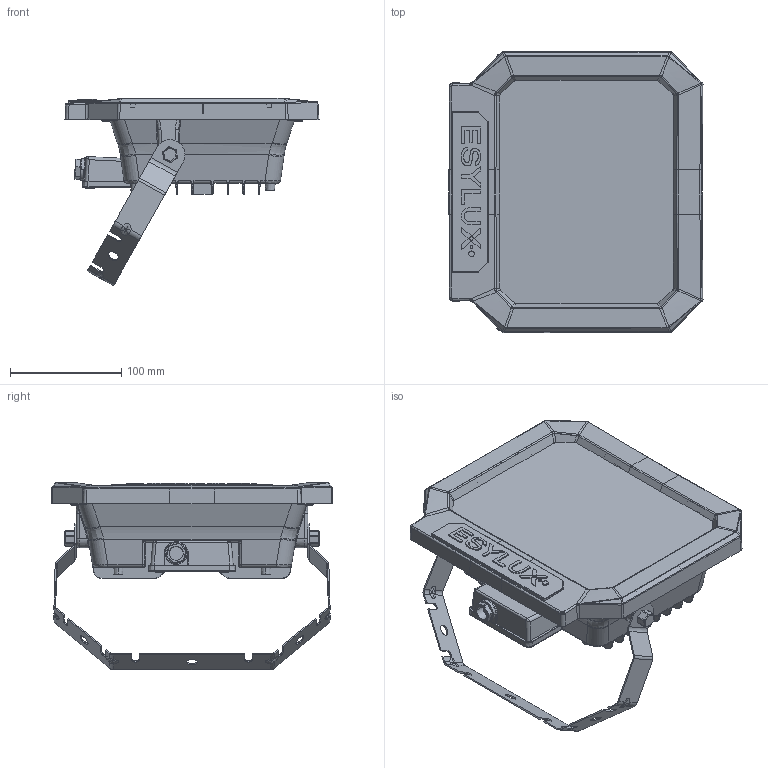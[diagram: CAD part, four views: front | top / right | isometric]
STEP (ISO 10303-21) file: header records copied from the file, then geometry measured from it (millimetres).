
FILE_DESCRIPTION('');
FILE_NAME('');
FILE_SCHEMA(('CONFIG_CONTROL_DESIGN'));
Products named in the file (1): EL10810169
Bounding box: 228.15 x 252.55 x 168.32 mm (x, y, z)
Volume: 1410091.2 mm3; surface area: 469008.2 mm2
Topology: 18 solids, 18 shells, 3246 faces, 7594 edges, 4250 vertices
Faces by surface type: bspline 1245, cylinder 942, plane 717, torus 139, sphere 102, cone 72, extrusion 21, revolution 8
Entity records: 162383 total; most frequent: CARTESIAN_POINT 103542, ORIENTED_EDGE 14856, EDGE_CURVE 7302, DIRECTION 7000, VERTEX_POINT 4170, B_SPLINE_CURVE_WITH_KNOTS 3524, EDGE_LOOP 3290, ADVANCED_FACE 3246
